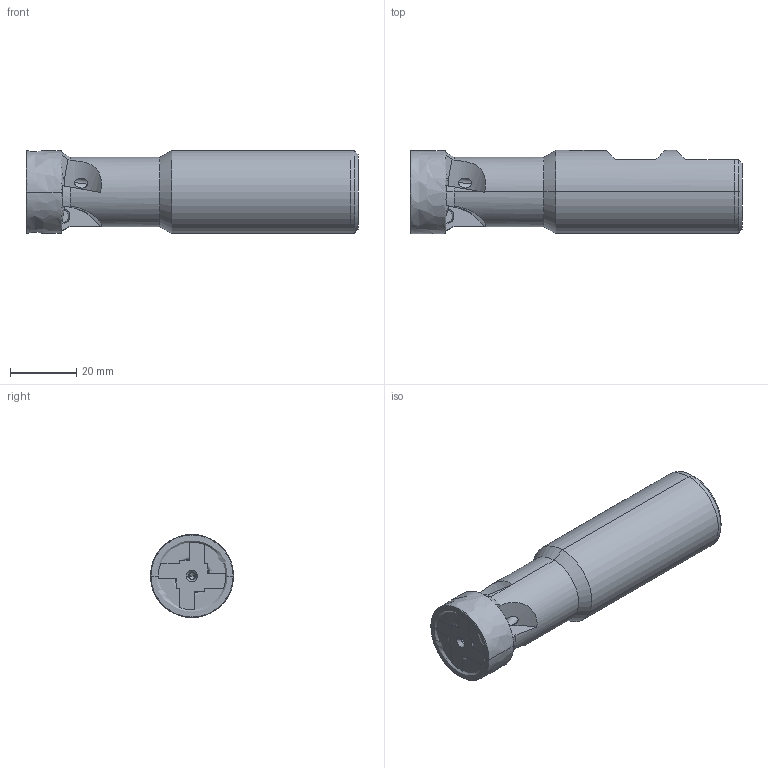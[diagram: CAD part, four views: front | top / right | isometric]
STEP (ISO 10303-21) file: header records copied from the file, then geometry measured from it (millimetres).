
FILE_DESCRIPTION (( 'STEP AP214' ), '1' );
FILE_NAME ('90PP-25-10-4.STEP', '2013-02-28T14:30:51', ( '' ), ( '' ), 'SwSTEP 2.0', 'SolidWorks 2013', '' );
FILE_SCHEMA (( 'AUTOMOTIVE_DESIGN' ));
Length unit declared in the file: millimetre
Products named in the file (1): 90PP-25-10-4
Bounding box: 100.01 x 25.02 x 25 mm (x, y, z)
Volume: 39623.4 mm3; surface area: 10849.5 mm2
Topology: 1 solids, 2 shells, 142 faces, 415 edges, 266 vertices
Faces by surface type: plane 56, cylinder 49, cone 23, bspline 14
Entity records: 7368 total; most frequent: CARTESIAN_POINT 3789, ORIENTED_EDGE 822, DIRECTION 581, EDGE_CURVE 411, VERTEX_POINT 266, AXIS2_PLACEMENT_3D 226, B_SPLINE_CURVE_WITH_KNOTS 156, EDGE_LOOP 149
